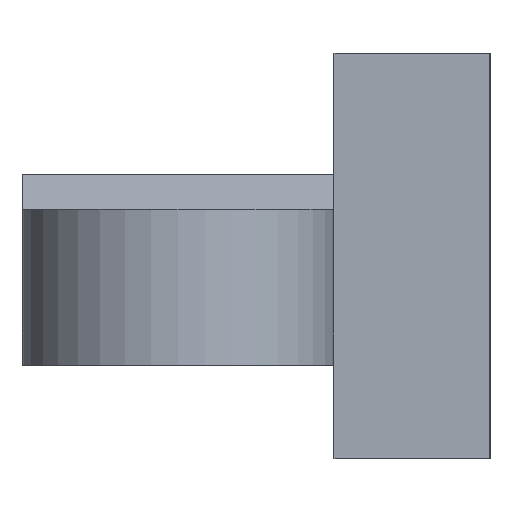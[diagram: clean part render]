
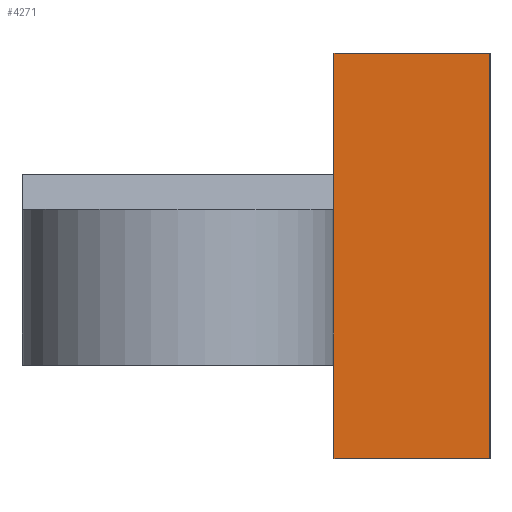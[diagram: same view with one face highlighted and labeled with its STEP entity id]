
A CAD part, left-side view. The second image highlights one B-rep face of the part: STEP entity #4271.
In plain terms, the highlighted planar face has unit normal (-1, 0, 0).
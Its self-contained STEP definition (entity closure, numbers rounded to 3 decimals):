
#37=FACE_OUTER_BOUND('',#253,.T.);
#253=EDGE_LOOP('',(#2793,#2794,#2795,#2796,#2797,#2798));
#474=LINE('',#5817,#1102);
#475=LINE('',#5820,#1103);
#478=LINE('',#5826,#1106);
#479=LINE('',#5828,#1107);
#480=LINE('',#5830,#1108);
#481=LINE('',#5831,#1109);
#1102=VECTOR('',#4734,10.);
#1103=VECTOR('',#4737,10.);
#1106=VECTOR('',#4742,10.);
#1107=VECTOR('',#4743,10.);
#1108=VECTOR('',#4744,10.);
#1109=VECTOR('',#4745,10.);
#1728=VERTEX_POINT('',#5811);
#1730=VERTEX_POINT('',#5815);
#1731=VERTEX_POINT('',#5819);
#1733=VERTEX_POINT('',#5825);
#1734=VERTEX_POINT('',#5827);
#1735=VERTEX_POINT('',#5829);
#2152=EDGE_CURVE('',#1728,#1730,#474,.T.);
#2153=EDGE_CURVE('',#1731,#1730,#475,.T.);
#2156=EDGE_CURVE('',#1728,#1733,#478,.T.);
#2157=EDGE_CURVE('',#1734,#1731,#479,.T.);
#2158=EDGE_CURVE('',#1735,#1734,#480,.T.);
#2159=EDGE_CURVE('',#1733,#1735,#481,.T.);
#2793=ORIENTED_EDGE('',*,*,#2156,.F.);
#2794=ORIENTED_EDGE('',*,*,#2152,.T.);
#2795=ORIENTED_EDGE('',*,*,#2153,.F.);
#2796=ORIENTED_EDGE('',*,*,#2157,.F.);
#2797=ORIENTED_EDGE('',*,*,#2158,.F.);
#2798=ORIENTED_EDGE('',*,*,#2159,.F.);
#4059=PLANE('',#4502);
#4271=ADVANCED_FACE('',(#37),#4059,.T.);
#4502=AXIS2_PLACEMENT_3D('',#5824,#4740,#4741);
#4734=DIRECTION('',(0.,0.,-1.));
#4737=DIRECTION('',(0.,1.,0.));
#4740=DIRECTION('center_axis',(-1.,0.,0.));
#4741=DIRECTION('ref_axis',(0.,0.,-1.));
#4742=DIRECTION('',(0.,0.,1.));
#4743=DIRECTION('',(0.,0.,-1.));
#4744=DIRECTION('',(0.,-1.,0.));
#4745=DIRECTION('',(0.,0.,1.));
#5811=CARTESIAN_POINT('',(0.,-15.,0.));
#5815=CARTESIAN_POINT('',(0.,-15.,-3.));
#5817=CARTESIAN_POINT('',(0.,-15.,0.));
#5819=CARTESIAN_POINT('',(0.,-20.,-3.));
#5820=CARTESIAN_POINT('',(0.,-20.,-3.));
#5824=CARTESIAN_POINT('Origin',(0.,-15.,10.));
#5825=CARTESIAN_POINT('',(0.,-15.,5.));
#5826=CARTESIAN_POINT('',(0.,-15.,6.531));
#5827=CARTESIAN_POINT('',(0.,-20.,10.));
#5828=CARTESIAN_POINT('',(0.,-20.,0.));
#5829=CARTESIAN_POINT('',(0.,-15.,10.));
#5830=CARTESIAN_POINT('',(0.,-15.,10.));
#5831=CARTESIAN_POINT('',(0.,-15.,0.));
